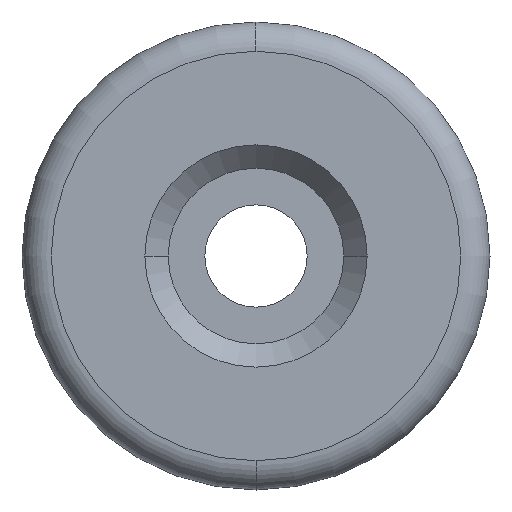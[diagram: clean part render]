
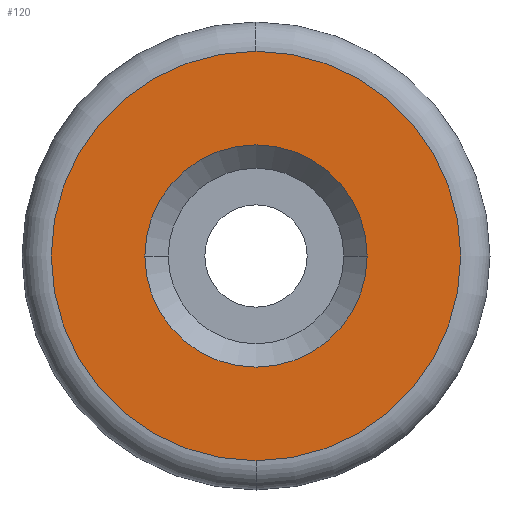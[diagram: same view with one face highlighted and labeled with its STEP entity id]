
A CAD part, front view. The second image highlights one B-rep face of the part: STEP entity #120.
In plain terms, the highlighted planar face has unit normal (0, -1, 0).
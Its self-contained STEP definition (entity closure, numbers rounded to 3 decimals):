
#120=ADVANCED_FACE('',(#271,#272),#273,.T.);
#271=FACE_BOUND('',#452,.T.);
#272=FACE_OUTER_BOUND('',#453,.T.);
#273=PLANE('',#454);
#452=EDGE_LOOP('',(#743,#744));
#453=EDGE_LOOP('',(#745,#746,#747));
#454=AXIS2_PLACEMENT_3D('',#748,#749,#750);
#743=ORIENTED_EDGE('',*,*,#1124,.T.);
#744=ORIENTED_EDGE('',*,*,#1125,.T.);
#745=ORIENTED_EDGE('',*,*,#1068,.F.);
#746=ORIENTED_EDGE('',*,*,#1067,.F.);
#747=ORIENTED_EDGE('',*,*,#1126,.F.);
#748=CARTESIAN_POINT('',(7.0,0.,0.0));
#749=DIRECTION('',(0.,-1.0,-0.0));
#750=DIRECTION('',(-1.0,0.,0.0));
#1067=EDGE_CURVE('',#1265,#1268,#1269,.T.);
#1068=EDGE_CURVE('',#1268,#1270,#1271,.T.);
#1124=EDGE_CURVE('',#1353,#1354,#1355,.T.);
#1125=EDGE_CURVE('',#1354,#1353,#1356,.T.);
#1126=EDGE_CURVE('',#1270,#1265,#1357,.T.);
#1265=VERTEX_POINT('',#1551);
#1268=VERTEX_POINT('',#1554);
#1269=CIRCLE('',#1555,14.0);
#1270=VERTEX_POINT('',#1556);
#1271=CIRCLE('',#1557,14.0);
#1353=VERTEX_POINT('',#1815);
#1354=VERTEX_POINT('',#1816);
#1355=CIRCLE('',#1817,7.6);
#1356=CIRCLE('',#1818,7.6);
#1357=CIRCLE('',#1819,14.0);
#1551=CARTESIAN_POINT('',(0.,0.,14.0));
#1554=CARTESIAN_POINT('',(14.0,0.,0.0));
#1555=AXIS2_PLACEMENT_3D('',#2058,#2059,#2060);
#1556=CARTESIAN_POINT('',(0.,0.,-14.0));
#1557=AXIS2_PLACEMENT_3D('',#2061,#2062,#2063);
#1815=CARTESIAN_POINT('',(-7.6,0.,0.));
#1816=CARTESIAN_POINT('',(7.6,0.,0.));
#1817=AXIS2_PLACEMENT_3D('',#2126,#2127,#2128);
#1818=AXIS2_PLACEMENT_3D('',#2129,#2130,#2131);
#1819=AXIS2_PLACEMENT_3D('',#2132,#2133,#2134);
#2058=CARTESIAN_POINT('',(0.0,0.,0.0));
#2059=DIRECTION('',(-0.0,1.0,0.0));
#2060=DIRECTION('',(1.0,0.0,0.0));
#2061=CARTESIAN_POINT('',(0.0,0.,0.0));
#2062=DIRECTION('',(-0.0,1.0,0.0));
#2063=DIRECTION('',(1.0,0.0,0.0));
#2126=CARTESIAN_POINT('',(0.0,0.,0.0));
#2127=DIRECTION('',(0.,1.0,0.0));
#2128=DIRECTION('',(1.0,0.,0.0));
#2129=CARTESIAN_POINT('',(0.0,0.,0.0));
#2130=DIRECTION('',(0.,1.0,0.0));
#2131=DIRECTION('',(1.0,0.,0.0));
#2132=CARTESIAN_POINT('',(0.0,0.,0.0));
#2133=DIRECTION('',(-0.0,1.0,0.0));
#2134=DIRECTION('',(1.0,0.0,0.0));
